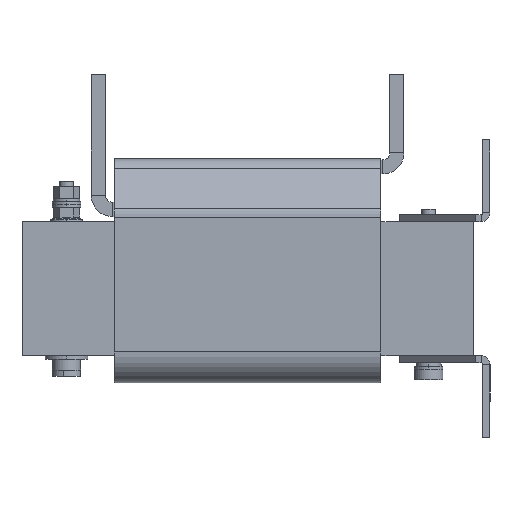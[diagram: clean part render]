
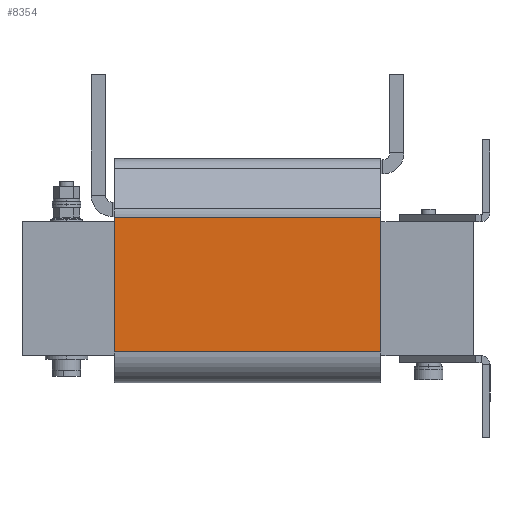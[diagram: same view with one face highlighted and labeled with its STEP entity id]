
A CAD part, left-side view. The second image highlights one B-rep face of the part: STEP entity #8354.
In plain terms, the highlighted planar face has unit normal (-1, 0, 0).
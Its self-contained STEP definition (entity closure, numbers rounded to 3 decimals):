
#278 = CARTESIAN_POINT ( 'NONE',  ( -142.1, 75., -35.614 ) ) ;
#335 = CARTESIAN_POINT ( 'NONE',  ( -142.1, -75., -35.614 ) ) ;
#341 = DIRECTION ( 'NONE',  ( 1., 0., 0. ) ) ;
#498 = PLANE ( 'NONE',  #10144 ) ;
#1281 = DIRECTION ( 'NONE',  ( 0., 0., 1. ) ) ;
#1894 = EDGE_CURVE ( 'NONE', #5537, #6110, #2519, .T. ) ;
#2316 = EDGE_CURVE ( 'NONE', #5537, #14443, #2445, .T. ) ;
#2445 = LINE ( 'NONE', #278, #3527 ) ;
#2519 = LINE ( 'NONE', #13312, #10483 ) ;
#2808 = CARTESIAN_POINT ( 'NONE',  ( -142.1, 75., 40.211 ) ) ;
#3113 = LINE ( 'NONE', #6691, #11886 ) ;
#3527 = VECTOR ( 'NONE', #1281, 1000. ) ;
#3837 = DIRECTION ( 'NONE',  ( 0., -1., 0. ) ) ;
#4063 = FACE_OUTER_BOUND ( 'NONE', #10318, .T. ) ;
#5234 = CARTESIAN_POINT ( 'NONE',  ( -142.1, 75., -35.614 ) ) ;
#5449 = DIRECTION ( 'NONE',  ( 0., -1., 0. ) ) ;
#5537 = VERTEX_POINT ( 'NONE', #6908 ) ;
#6110 = VERTEX_POINT ( 'NONE', #335 ) ;
#6528 = LINE ( 'NONE', #2808, #6941 ) ;
#6691 = CARTESIAN_POINT ( 'NONE',  ( -142.1, -75., -35.614 ) ) ;
#6908 = CARTESIAN_POINT ( 'NONE',  ( -142.1, 75., -35.614 ) ) ;
#6941 = VECTOR ( 'NONE', #5449, 1000. ) ;
#7411 = EDGE_CURVE ( 'NONE', #6110, #12851, #3113, .T. ) ;
#8354 = ADVANCED_FACE ( 'Defeature ausgef�hrt1_117', ( #4063 ), #498, .F. ) ;
#8979 = ORIENTED_EDGE ( 'NONE', *, *, #2316, .F. ) ;
#9190 = ORIENTED_EDGE ( 'NONE', *, *, #7411, .T. ) ;
#9586 = EDGE_CURVE ( 'NONE', #14443, #12851, #6528, .T. ) ;
#10144 = AXIS2_PLACEMENT_3D ( 'NONE', #5234, #341, #10983 ) ;
#10318 = EDGE_LOOP ( 'NONE', ( #9190, #11025, #8979, #10571 ) ) ;
#10483 = VECTOR ( 'NONE', #3837, 1000. ) ;
#10571 = ORIENTED_EDGE ( 'NONE', *, *, #1894, .T. ) ;
#10983 = DIRECTION ( 'NONE',  ( 0., -1., 0. ) ) ;
#11025 = ORIENTED_EDGE ( 'NONE', *, *, #9586, .F. ) ;
#11441 = DIRECTION ( 'NONE',  ( 0., 0., 1. ) ) ;
#11886 = VECTOR ( 'NONE', #11441, 1000. ) ;
#12851 = VERTEX_POINT ( 'NONE', #14605 ) ;
#13312 = CARTESIAN_POINT ( 'NONE',  ( -142.1, 75., -35.614 ) ) ;
#14443 = VERTEX_POINT ( 'NONE', #14565 ) ;
#14565 = CARTESIAN_POINT ( 'NONE',  ( -142.1, 75., 40.211 ) ) ;
#14605 = CARTESIAN_POINT ( 'NONE',  ( -142.1, -75., 40.211 ) ) ;
